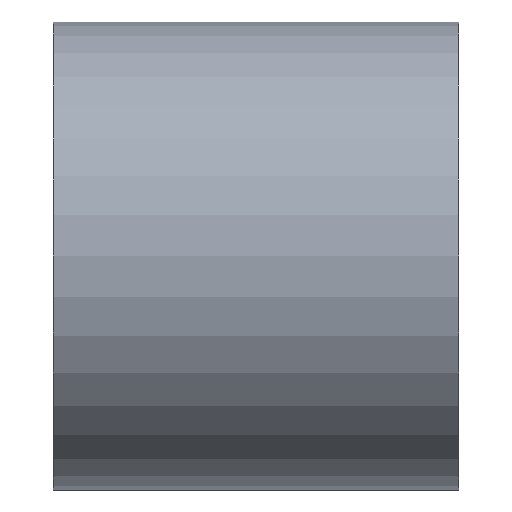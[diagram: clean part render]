
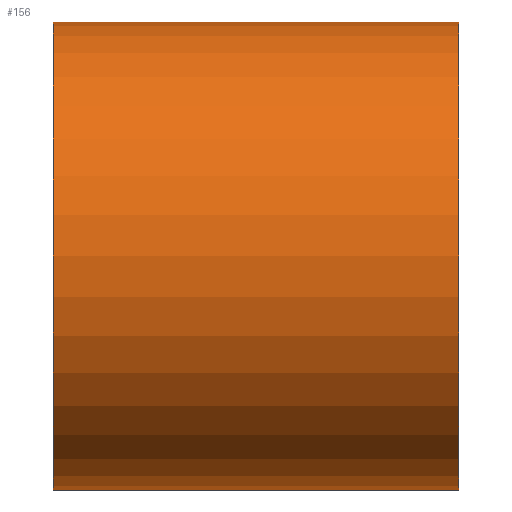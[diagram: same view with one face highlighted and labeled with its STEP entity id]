
A CAD part, left-side view. The second image highlights one B-rep face of the part: STEP entity #156.
In plain terms, the highlighted cylindrical face has radius 7.5 mm (diameter 15 mm), a partial arc.
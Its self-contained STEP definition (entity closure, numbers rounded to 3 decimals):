
#10 = FACE_OUTER_BOUND ( 'NONE', #167, .T. ) ;
#11 = EDGE_CURVE ( 'NONE', #136, #45, #15, .T. ) ;
#15 = LINE ( 'NONE', #29, #91 ) ;
#18 = ORIENTED_EDGE ( 'NONE', *, *, #11, .F. ) ;
#20 = VERTEX_POINT ( 'NONE', #208 ) ;
#25 = ORIENTED_EDGE ( 'NONE', *, *, #65, .T. ) ;
#27 = CARTESIAN_POINT ( 'NONE',  ( 0., 13., 0. ) ) ;
#29 = CARTESIAN_POINT ( 'NONE',  ( 0., 13., 7.5 ) ) ;
#32 = CARTESIAN_POINT ( 'NONE',  ( 0., 0., 0. ) ) ;
#38 = CARTESIAN_POINT ( 'NONE',  ( 0., 13., 7.5 ) ) ;
#42 = DIRECTION ( 'NONE',  ( 0., 0., -1. ) ) ;
#44 = DIRECTION ( 'NONE',  ( 0., -1., 0. ) ) ;
#45 = VERTEX_POINT ( 'NONE', #67 ) ;
#52 = DIRECTION ( 'NONE',  ( 0., 1., 0. ) ) ;
#62 = ORIENTED_EDGE ( 'NONE', *, *, #148, .T. ) ;
#65 = EDGE_CURVE ( 'NONE', #20, #45, #126, .T. ) ;
#67 = CARTESIAN_POINT ( 'NONE',  ( 0., 0., 7.5 ) ) ;
#75 = AXIS2_PLACEMENT_3D ( 'NONE', #27, #198, #127 ) ;
#78 = DIRECTION ( 'NONE',  ( 0., -1., 0. ) ) ;
#88 = CARTESIAN_POINT ( 'NONE',  ( 0., 13., 0. ) ) ;
#91 = VECTOR ( 'NONE', #187, 1000. ) ;
#92 = VERTEX_POINT ( 'NONE', #169 ) ;
#93 = ORIENTED_EDGE ( 'NONE', *, *, #202, .F. ) ;
#114 = VECTOR ( 'NONE', #44, 1000. ) ;
#126 = CIRCLE ( 'NONE', #165, 7.5 ) ;
#127 = DIRECTION ( 'NONE',  ( 0., 0., 1. ) ) ;
#136 = VERTEX_POINT ( 'NONE', #38 ) ;
#140 = DIRECTION ( 'NONE',  ( 0., 0., 1. ) ) ;
#141 = CIRCLE ( 'NONE', #75, 7.5 ) ;
#143 = CARTESIAN_POINT ( 'NONE',  ( 0., 13., -7.5 ) ) ;
#148 = EDGE_CURVE ( 'NONE', #92, #20, #161, .T. ) ;
#156 = ADVANCED_FACE ( 'NONE', ( #10 ), #162, .T. ) ;
#161 = LINE ( 'NONE', #143, #114 ) ;
#162 = CYLINDRICAL_SURFACE ( 'NONE', #199, 7.5 ) ;
#165 = AXIS2_PLACEMENT_3D ( 'NONE', #32, #52, #140 ) ;
#167 = EDGE_LOOP ( 'NONE', ( #18, #93, #62, #25 ) ) ;
#169 = CARTESIAN_POINT ( 'NONE',  ( 0., 13., -7.5 ) ) ;
#187 = DIRECTION ( 'NONE',  ( 0., -1., 0. ) ) ;
#198 = DIRECTION ( 'NONE',  ( 0., 1., 0. ) ) ;
#199 = AXIS2_PLACEMENT_3D ( 'NONE', #88, #78, #42 ) ;
#202 = EDGE_CURVE ( 'NONE', #92, #136, #141, .T. ) ;
#208 = CARTESIAN_POINT ( 'NONE',  ( 0., 0., -7.5 ) ) ;
